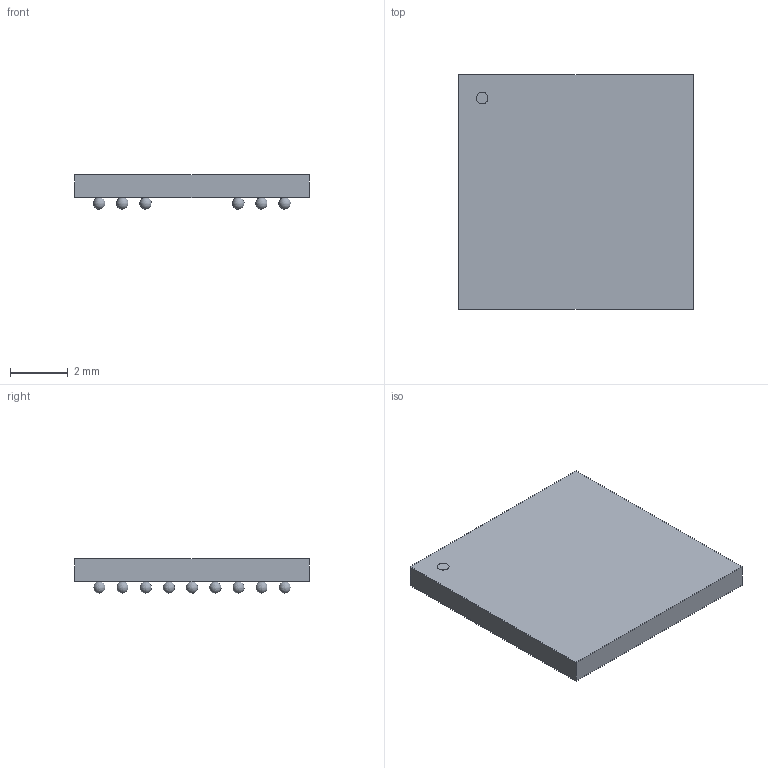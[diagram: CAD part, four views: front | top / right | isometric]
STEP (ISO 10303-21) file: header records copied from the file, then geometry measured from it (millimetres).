
FILE_DESCRIPTION(('STEP AP214'),'1');
FILE_NAME('TFBGA-54_8X8_ALL','2023-09-30T10:04:24',(''),(''),'','','');
FILE_SCHEMA(('AUTOMOTIVE_DESIGN'));
Length unit declared in the file: millimetre
Products named in the file (1): product
Bounding box: 8.1 x 8.1 x 1.2 mm (x, y, z)
Volume: 53.7 mm3; surface area: 185.1 mm2
Topology: 56 solids, 56 shells, 63 faces, 177 edges, 118 vertices
Faces by surface type: sphere 54, plane 8, cylinder 1
Full cylindrical faces by diameter (mm): 0.405 x1
Entity records: 859 total; most frequent: DIRECTION 146, CARTESIAN_POINT 77, AXIS2_PLACEMENT_3D 67, STYLED_ITEM 63, ADVANCED_FACE 63, MANIFOLD_SOLID_BREP 56, CLOSED_SHELL 56, SPHERICAL_SURFACE 54
